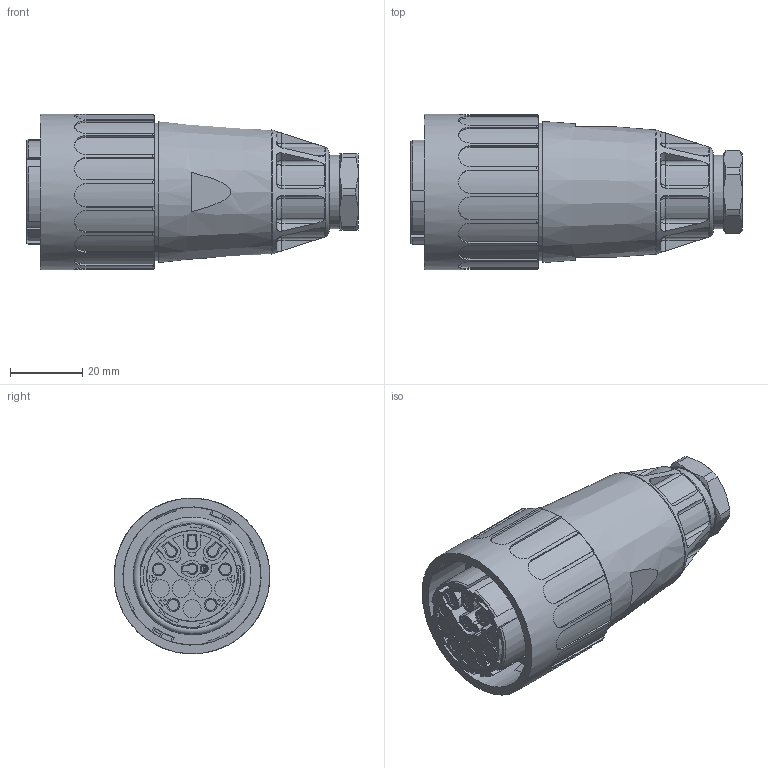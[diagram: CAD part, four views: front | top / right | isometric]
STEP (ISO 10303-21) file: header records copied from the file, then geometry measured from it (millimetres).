
FILE_DESCRIPTION(/* description */ (''),/* implementation_level */ '2;1');
FILE_NAME(/* name */ 'C016_10D012_003_2.stp',/* time_stamp */ '2016-06-27T08:32:05+02:00',/* author */ (''),/* organization */ (''),/* preprocessor_version */ 'ST-DEVELOPER v15',/* originating_system */ 'SIEMENS PLM Software NX 9.0',/* authorisation */ '');
FILE_SCHEMA (('CONFIG_CONTROL_DESIGN'));
Length unit declared in the file: millimetre
Products named in the file (1): c3d-c016 10d012 003 2nxm001-01
Bounding box: 91.7 x 43 x 43 mm (x, y, z)
Volume: 62532.3 mm3; surface area: 38036.7 mm2
Topology: 1 solids, 4 shells, 927 faces, 2534 edges, 1636 vertices
Faces by surface type: plane 523, cylinder 282, cone 72, bspline 45, torus 3, extrusion 2
Full cylindrical faces by diameter (mm): 1.575 x2, 1.95 x2, 4 x9, 4.3 x4, 5 x10, 12 x1, 13 x1, 13.5 x1, 16.5 x1, 18.6 x1, 19.1 x1, 20.4 x1, 30 x1, 30.2 x2, 36.5 x1, 38 x1, 38.2 x1, 43 x1
Entity records: 31172 total; most frequent: CARTESIAN_POINT 8333, ORIENTED_EDGE 4850, DIRECTION 4584, EDGE_CURVE 2425, AXIS2_PLACEMENT_3D 1658, VERTEX_POINT 1603, VECTOR 1268, LINE 1266
